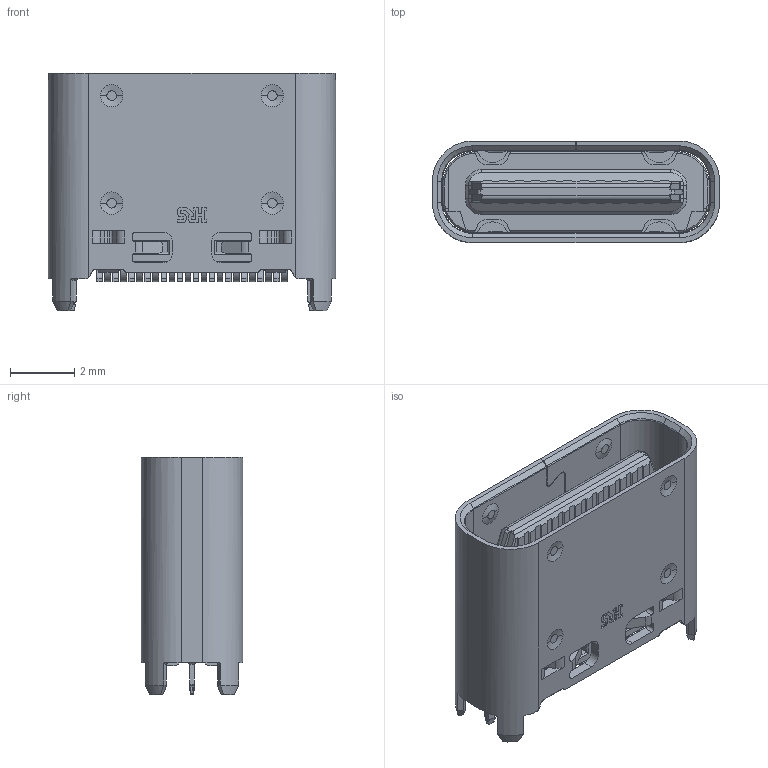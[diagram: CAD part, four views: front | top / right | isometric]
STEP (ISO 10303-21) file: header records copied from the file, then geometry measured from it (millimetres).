
FILE_DESCRIPTION (( 'STEP AP214' ), '1' );
FILE_NAME ('CX80B1-24P_3D_STEP.STEP', '2019-06-20T17:59:21', ( '' ), ( '' ), 'SwSTEP 2.0', 'SolidWorks 2018', '' );
FILE_SCHEMA (( 'AUTOMOTIVE_DESIGN' ));
Length unit declared in the file: millimetre
Products named in the file (3): CX80B1-24P_3D_STEP; 01_CX80B1-24P_ASSY.stp; CX80B1-24P_3D_STEP.stp
Assembly tree (2 placements, depth 3):
  CX80B1-24P_3D_STEP
    CX80B1-24P_3D_STEP.stp
      01_CX80B1-24P_ASSY.stp
Bounding box: 8.94 x 3.16 x 7.4 mm (x, y, z)
Volume: 82.8 mm3; surface area: 435.8 mm2
Topology: 1 solids, 1 shells, 1108 faces, 3053 edges, 1962 vertices
Faces by surface type: plane 715, cylinder 261, cone 67, bspline 47, torus 18
Entity records: 37147 total; most frequent: CARTESIAN_POINT 8787, ORIENTED_EDGE 6106, DIRECTION 5563, EDGE_CURVE 3053, LINE 2185, VECTOR 2185, VERTEX_POINT 1962, AXIS2_PLACEMENT_3D 1689
